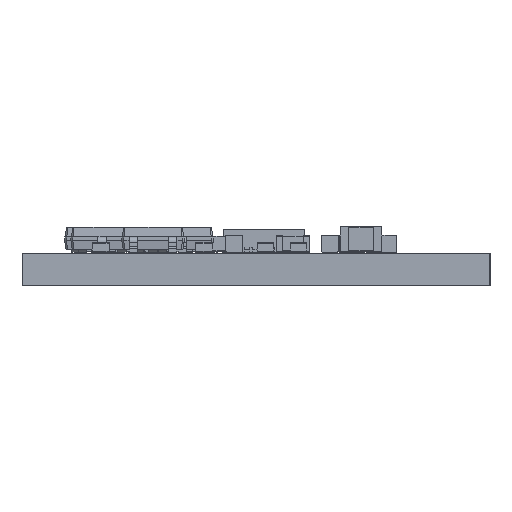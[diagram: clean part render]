
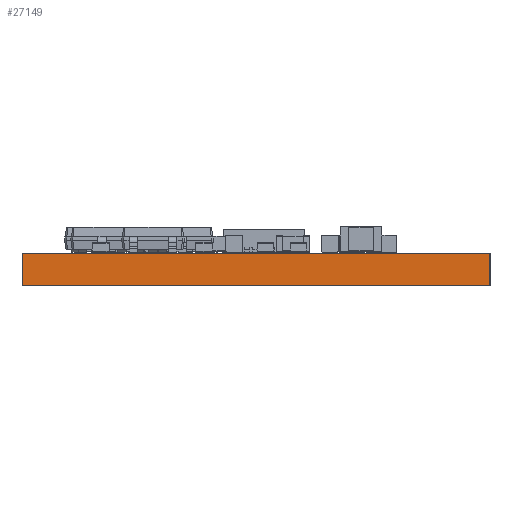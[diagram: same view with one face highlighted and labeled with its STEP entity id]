
A CAD part, left-side view. The second image highlights one B-rep face of the part: STEP entity #27149.
In plain terms, the highlighted planar face has unit normal (-1, 0, 0).
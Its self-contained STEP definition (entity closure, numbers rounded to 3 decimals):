
#26968 = PLANE('',#26969);
#26969 = AXIS2_PLACEMENT_3D('',#26970,#26971,#26972);
#26970 = CARTESIAN_POINT('',(32.5,0.,0.));
#26971 = DIRECTION('',(0.,-1.,0.));
#26972 = DIRECTION('',(-1.,0.,0.));
#26993 = VERTEX_POINT('',#26994);
#26994 = CARTESIAN_POINT('',(0.,0.,1.58));
#27008 = PLANE('',#27009);
#27009 = AXIS2_PLACEMENT_3D('',#27010,#27011,#27012);
#27010 = CARTESIAN_POINT('',(16.25,11.25,1.58));
#27011 = DIRECTION('',(-0.,-0.,-1.));
#27012 = DIRECTION('',(-1.,0.,0.));
#27020 = EDGE_CURVE('',#27021,#26993,#27023,.T.);
#27021 = VERTEX_POINT('',#27022);
#27022 = CARTESIAN_POINT('',(0.,-0.,0.));
#27023 = SURFACE_CURVE('',#27024,(#27028,#27035),.PCURVE_S1.);
#27024 = LINE('',#27025,#27026);
#27025 = CARTESIAN_POINT('',(0.,-0.,0.));
#27026 = VECTOR('',#27027,1.);
#27027 = DIRECTION('',(0.,0.,1.));
#27028 = PCURVE('',#26968,#27029);
#27029 = DEFINITIONAL_REPRESENTATION('',(#27030),#27034);
#27030 = LINE('',#27031,#27032);
#27031 = CARTESIAN_POINT('',(32.5,0.));
#27032 = VECTOR('',#27033,1.);
#27033 = DIRECTION('',(0.,-1.));
#27034 = ( GEOMETRIC_REPRESENTATION_CONTEXT(2) 
PARAMETRIC_REPRESENTATION_CONTEXT() REPRESENTATION_CONTEXT('2D SPACE',''
  ) );
#27035 = PCURVE('',#27036,#27041);
#27036 = PLANE('',#27037);
#27037 = AXIS2_PLACEMENT_3D('',#27038,#27039,#27040);
#27038 = CARTESIAN_POINT('',(0.,0.,0.));
#27039 = DIRECTION('',(-1.,0.,0.));
#27040 = DIRECTION('',(0.,1.,0.));
#27041 = DEFINITIONAL_REPRESENTATION('',(#27042),#27046);
#27042 = LINE('',#27043,#27044);
#27043 = CARTESIAN_POINT('',(0.,0.));
#27044 = VECTOR('',#27045,1.);
#27045 = DIRECTION('',(0.,-1.));
#27046 = ( GEOMETRIC_REPRESENTATION_CONTEXT(2) 
PARAMETRIC_REPRESENTATION_CONTEXT() REPRESENTATION_CONTEXT('2D SPACE',''
  ) );
#27062 = PLANE('',#27063);
#27063 = AXIS2_PLACEMENT_3D('',#27064,#27065,#27066);
#27064 = CARTESIAN_POINT('',(16.25,11.25,0.));
#27065 = DIRECTION('',(-0.,-0.,-1.));
#27066 = DIRECTION('',(-1.,0.,0.));
#27095 = PLANE('',#27096);
#27096 = AXIS2_PLACEMENT_3D('',#27097,#27098,#27099);
#27097 = CARTESIAN_POINT('',(0.,22.5,0.));
#27098 = DIRECTION('',(0.,1.,0.));
#27099 = DIRECTION('',(1.,0.,0.));
#27149 = ADVANCED_FACE('',(#27150),#27036,.T.);
#27150 = FACE_BOUND('',#27151,.T.);
#27151 = EDGE_LOOP('',(#27152,#27153,#27176,#27199));
#27152 = ORIENTED_EDGE('',*,*,#27020,.T.);
#27153 = ORIENTED_EDGE('',*,*,#27154,.T.);
#27154 = EDGE_CURVE('',#26993,#27155,#27157,.T.);
#27155 = VERTEX_POINT('',#27156);
#27156 = CARTESIAN_POINT('',(0.,22.5,1.58));
#27157 = SURFACE_CURVE('',#27158,(#27162,#27169),.PCURVE_S1.);
#27158 = LINE('',#27159,#27160);
#27159 = CARTESIAN_POINT('',(0.,0.,1.58));
#27160 = VECTOR('',#27161,1.);
#27161 = DIRECTION('',(0.,1.,0.));
#27162 = PCURVE('',#27036,#27163);
#27163 = DEFINITIONAL_REPRESENTATION('',(#27164),#27168);
#27164 = LINE('',#27165,#27166);
#27165 = CARTESIAN_POINT('',(0.,-1.58));
#27166 = VECTOR('',#27167,1.);
#27167 = DIRECTION('',(1.,0.));
#27168 = ( GEOMETRIC_REPRESENTATION_CONTEXT(2) 
PARAMETRIC_REPRESENTATION_CONTEXT() REPRESENTATION_CONTEXT('2D SPACE',''
  ) );
#27169 = PCURVE('',#27008,#27170);
#27170 = DEFINITIONAL_REPRESENTATION('',(#27171),#27175);
#27171 = LINE('',#27172,#27173);
#27172 = CARTESIAN_POINT('',(16.25,-11.25));
#27173 = VECTOR('',#27174,1.);
#27174 = DIRECTION('',(0.,1.));
#27175 = ( GEOMETRIC_REPRESENTATION_CONTEXT(2) 
PARAMETRIC_REPRESENTATION_CONTEXT() REPRESENTATION_CONTEXT('2D SPACE',''
  ) );
#27176 = ORIENTED_EDGE('',*,*,#27177,.F.);
#27177 = EDGE_CURVE('',#27178,#27155,#27180,.T.);
#27178 = VERTEX_POINT('',#27179);
#27179 = CARTESIAN_POINT('',(0.,22.5,0.));
#27180 = SURFACE_CURVE('',#27181,(#27185,#27192),.PCURVE_S1.);
#27181 = LINE('',#27182,#27183);
#27182 = CARTESIAN_POINT('',(0.,22.5,0.));
#27183 = VECTOR('',#27184,1.);
#27184 = DIRECTION('',(0.,0.,1.));
#27185 = PCURVE('',#27036,#27186);
#27186 = DEFINITIONAL_REPRESENTATION('',(#27187),#27191);
#27187 = LINE('',#27188,#27189);
#27188 = CARTESIAN_POINT('',(22.5,0.));
#27189 = VECTOR('',#27190,1.);
#27190 = DIRECTION('',(0.,-1.));
#27191 = ( GEOMETRIC_REPRESENTATION_CONTEXT(2) 
PARAMETRIC_REPRESENTATION_CONTEXT() REPRESENTATION_CONTEXT('2D SPACE',''
  ) );
#27192 = PCURVE('',#27095,#27193);
#27193 = DEFINITIONAL_REPRESENTATION('',(#27194),#27198);
#27194 = LINE('',#27195,#27196);
#27195 = CARTESIAN_POINT('',(0.,0.));
#27196 = VECTOR('',#27197,1.);
#27197 = DIRECTION('',(0.,-1.));
#27198 = ( GEOMETRIC_REPRESENTATION_CONTEXT(2) 
PARAMETRIC_REPRESENTATION_CONTEXT() REPRESENTATION_CONTEXT('2D SPACE',''
  ) );
#27199 = ORIENTED_EDGE('',*,*,#27200,.F.);
#27200 = EDGE_CURVE('',#27021,#27178,#27201,.T.);
#27201 = SURFACE_CURVE('',#27202,(#27206,#27213),.PCURVE_S1.);
#27202 = LINE('',#27203,#27204);
#27203 = CARTESIAN_POINT('',(0.,-0.,0.));
#27204 = VECTOR('',#27205,1.);
#27205 = DIRECTION('',(0.,1.,0.));
#27206 = PCURVE('',#27036,#27207);
#27207 = DEFINITIONAL_REPRESENTATION('',(#27208),#27212);
#27208 = LINE('',#27209,#27210);
#27209 = CARTESIAN_POINT('',(0.,0.));
#27210 = VECTOR('',#27211,1.);
#27211 = DIRECTION('',(1.,0.));
#27212 = ( GEOMETRIC_REPRESENTATION_CONTEXT(2) 
PARAMETRIC_REPRESENTATION_CONTEXT() REPRESENTATION_CONTEXT('2D SPACE',''
  ) );
#27213 = PCURVE('',#27062,#27214);
#27214 = DEFINITIONAL_REPRESENTATION('',(#27215),#27219);
#27215 = LINE('',#27216,#27217);
#27216 = CARTESIAN_POINT('',(16.25,-11.25));
#27217 = VECTOR('',#27218,1.);
#27218 = DIRECTION('',(0.,1.));
#27219 = ( GEOMETRIC_REPRESENTATION_CONTEXT(2) 
PARAMETRIC_REPRESENTATION_CONTEXT() REPRESENTATION_CONTEXT('2D SPACE',''
  ) );
